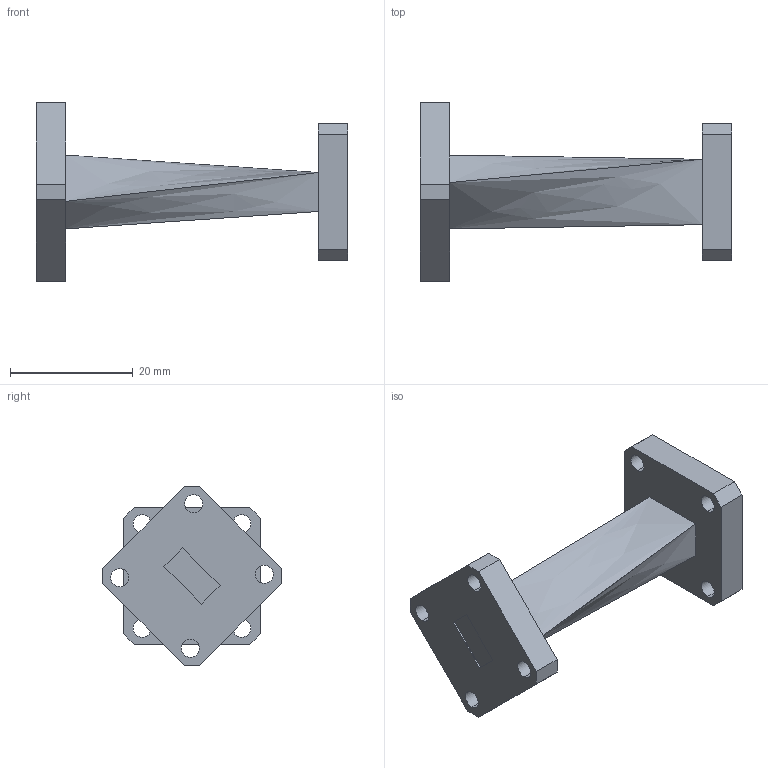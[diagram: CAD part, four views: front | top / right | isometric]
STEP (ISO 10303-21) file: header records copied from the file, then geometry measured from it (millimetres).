
FILE_DESCRIPTION (( 'STEP AP203' ), '1' );
FILE_NAME ('SWB-34045L-TB.STEP', '2018-10-19T16:24:36', ( '' ), ( '' ), 'SwSTEP 2.0', 'SolidWorks 2016', '' );
FILE_SCHEMA (( 'CONFIG_CONTROL_DESIGN' ));
Length unit declared in the file: inch
Products named in the file (1): SWB-34045L-TB
Bounding box: 50.8 x 29.1 x 29.1 mm (x, y, z)
Volume: 6994.3 mm3; surface area: 4253.6 mm2
Topology: 1 solids, 1 shells, 50 faces, 132 edges, 88 vertices
Faces by surface type: plane 30, cylinder 16, bspline 4
Entity records: 1691 total; most frequent: CARTESIAN_POINT 315, ORIENTED_EDGE 264, DIRECTION 258, EDGE_CURVE 132, VECTOR 100, LINE 100, VERTEX_POINT 88, AXIS2_PLACEMENT_3D 79
